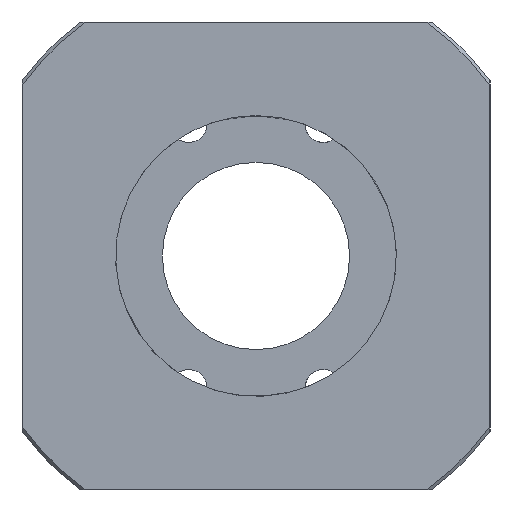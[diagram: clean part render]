
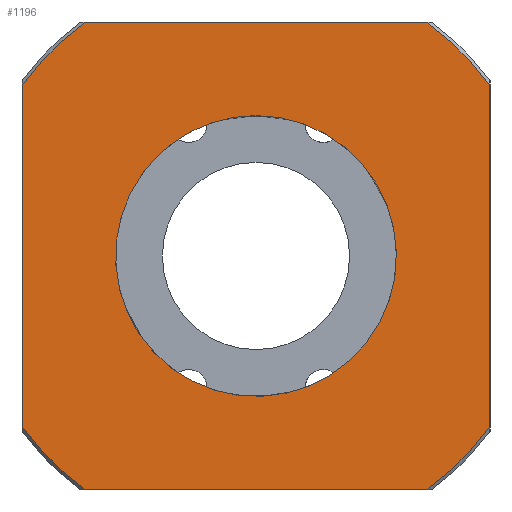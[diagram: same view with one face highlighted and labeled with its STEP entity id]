
A CAD part, left-side view. The second image highlights one B-rep face of the part: STEP entity #1196.
In plain terms, the highlighted planar face has unit normal (-1, 0, 0).
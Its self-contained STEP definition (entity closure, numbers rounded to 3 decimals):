
#68=CIRCLE($,#1263,24.);
#84=CIRCLE($,#1299,49.5);
#85=CIRCLE($,#1301,49.5);
#86=CIRCLE($,#1303,49.5);
#92=CIRCLE($,#1316,49.5);
#145=LINE($,#2158,#221);
#149=LINE($,#2183,#225);
#153=LINE($,#2208,#229);
#160=LINE($,#2273,#236);
#221=VECTOR($,#1515,58.318);
#225=VECTOR($,#1521,58.318);
#229=VECTOR($,#1527,58.318);
#236=VECTOR($,#1582,58.318);
#270=PLANE($,#1315);
#306=FACE_BOUND($,#445,.T.);
#307=FACE_BOUND($,#446,.T.);
#445=EDGE_LOOP($,(#1048));
#446=EDGE_LOOP($,(#1049,#1050,#1051,#1052,#1053,#1054,#1055,#1056));
#552=VERTEX_POINT($,#2101);
#561=VERTEX_POINT($,#2152);
#563=VERTEX_POINT($,#2157);
#569=VERTEX_POINT($,#2177);
#571=VERTEX_POINT($,#2182);
#577=VERTEX_POINT($,#2202);
#579=VERTEX_POINT($,#2207);
#591=VERTEX_POINT($,#2259);
#592=VERTEX_POINT($,#2265);
#693=EDGE_CURVE($,#552,#552,#68,.T.);
#708=EDGE_CURVE($,#563,#561,#145,.T.);
#716=EDGE_CURVE($,#571,#569,#149,.T.);
#724=EDGE_CURVE($,#579,#577,#153,.T.);
#746=EDGE_CURVE($,#563,#591,#84,.T.);
#749=EDGE_CURVE($,#592,#577,#85,.T.);
#750=EDGE_CURVE($,#579,#569,#86,.T.);
#751=EDGE_CURVE($,#592,#591,#160,.T.);
#757=EDGE_CURVE($,#571,#561,#92,.T.);
#1048=ORIENTED_EDGE($,*,*,#693,.T.);
#1049=ORIENTED_EDGE($,*,*,#708,.T.);
#1050=ORIENTED_EDGE($,*,*,#757,.F.);
#1051=ORIENTED_EDGE($,*,*,#716,.T.);
#1052=ORIENTED_EDGE($,*,*,#750,.F.);
#1053=ORIENTED_EDGE($,*,*,#724,.T.);
#1054=ORIENTED_EDGE($,*,*,#749,.F.);
#1055=ORIENTED_EDGE($,*,*,#751,.T.);
#1056=ORIENTED_EDGE($,*,*,#746,.F.);
#1196=ADVANCED_FACE($,(#306,#307),#270,.T.);
#1263=AXIS2_PLACEMENT_3D($,#2102,#1477,#1478);
#1299=AXIS2_PLACEMENT_3D($,#2260,#1570,#1571);
#1301=AXIS2_PLACEMENT_3D($,#2269,#1574,#1575);
#1303=AXIS2_PLACEMENT_3D($,#2271,#1578,#1579);
#1315=AXIS2_PLACEMENT_3D($,#2289,#1603,#1604);
#1316=AXIS2_PLACEMENT_3D($,#2290,#1605,#1606);
#1477=DIRECTION('center_axis',(1.,0.,0.));
#1478=DIRECTION('ref_axis',(0.,0.,-1.));
#1515=DIRECTION($,(0.,-1.,0.));
#1521=DIRECTION($,(0.,0.,1.));
#1527=DIRECTION($,(0.,1.,0.));
#1570=DIRECTION('center_axis',(1.,0.,0.));
#1571=DIRECTION('ref_axis',(0.,-1.,0.));
#1574=DIRECTION('center_axis',(1.,0.,0.));
#1575=DIRECTION('ref_axis',(0.,-1.,0.));
#1578=DIRECTION('center_axis',(1.,0.,0.));
#1579=DIRECTION('ref_axis',(0.,-1.,0.));
#1582=DIRECTION($,(0.,0.,-1.));
#1603=DIRECTION('center_axis',(-1.,0.,0.));
#1604=DIRECTION('ref_axis',(0.,0.,1.));
#1605=DIRECTION('center_axis',(1.,0.,0.));
#1606=DIRECTION('ref_axis',(0.,-1.,0.));
#2101=CARTESIAN_POINT('',(0.,0.,
24.));
#2102=CARTESIAN_POINT('Origin',(0.,0.,
0.));
#2152=CARTESIAN_POINT('',(0.,-29.159,-40.));
#2157=CARTESIAN_POINT('',(0.,29.159,-40.));
#2158=CARTESIAN_POINT($,(0.,-13.954,-40.));
#2177=CARTESIAN_POINT('',(0.,-40.,29.159));
#2182=CARTESIAN_POINT('',(0.,-40.,-29.159));
#2183=CARTESIAN_POINT($,(0.,-40.,32.454));
#2202=CARTESIAN_POINT('',(0.,29.159,40.));
#2207=CARTESIAN_POINT('',(0.,-29.159,40.));
#2208=CARTESIAN_POINT($,(0.,50.954,40.));
#2259=CARTESIAN_POINT('',(0.,40.,-29.159));
#2260=CARTESIAN_POINT('Origin',(0.,0.,0.));
#2265=CARTESIAN_POINT('',(0.,40.,29.159));
#2269=CARTESIAN_POINT('Origin',(0.,0.,0.));
#2271=CARTESIAN_POINT('Origin',(0.,0.,0.));
#2273=CARTESIAN_POINT($,(0.,40.,-32.454));
#2289=CARTESIAN_POINT('Origin',(0.,37.,0.));
#2290=CARTESIAN_POINT('Origin',(0.,0.,0.));
